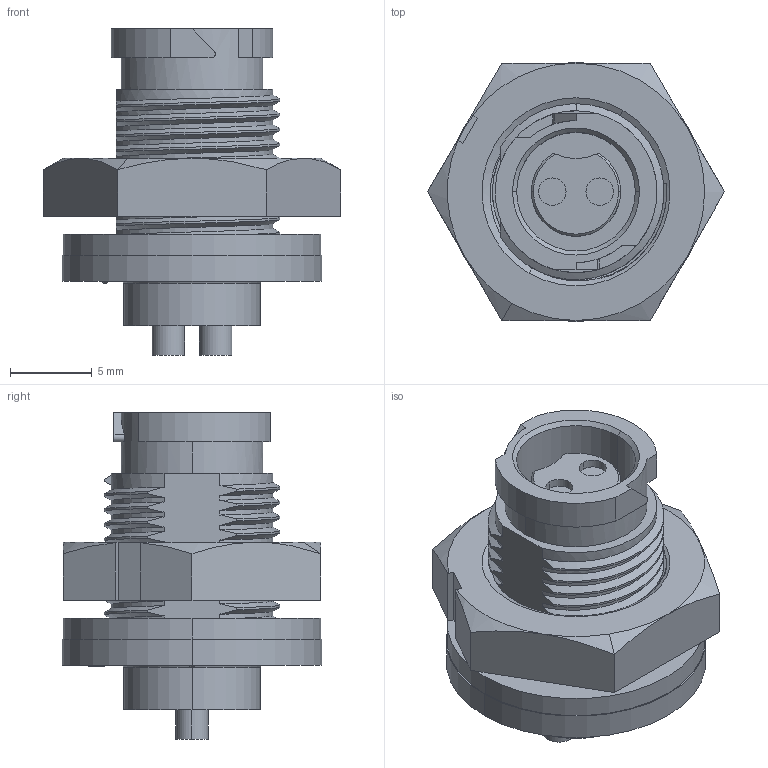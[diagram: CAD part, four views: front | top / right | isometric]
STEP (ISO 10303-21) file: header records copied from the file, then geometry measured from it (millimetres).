
FILE_DESCRIPTION (( 'STEP AP203' ), '1' );
FILE_NAME ('W17280-2SG-P-300.STEP', '2021-01-13T16:51:36', ( '' ), ( '' ), 'SwSTEP 2.0', 'SolidWorks 2020', '' );
FILE_SCHEMA (( 'CONFIG_CONTROL_DESIGN' ));
Length unit declared in the file: millimetre
Products named in the file (4): HEX NUT.step; W17280-2SG-P-300; W17280-2SG-P.step; GASKET.step
Assembly tree (3 placements, depth 2):
  W17280-2SG-P-300
    W17280-2SG-P.step
    GASKET.step
    HEX NUT.step
Bounding box: 18.18 x 15.88 x 19.96 mm (x, y, z)
Volume: 1878.8 mm3; surface area: 2441 mm2
Topology: 3 solids, 3 shells, 179 faces, 464 edges, 303 vertices
Faces by surface type: cylinder 70, plane 51, bspline 38, cone 16, torus 2, sphere 2
Entity records: 13908 total; most frequent: CARTESIAN_POINT 9582, ORIENTED_EDGE 922, DIRECTION 685, EDGE_CURVE 461, VERTEX_POINT 302, AXIS2_PLACEMENT_3D 247, EDGE_LOOP 197, VECTOR 191
